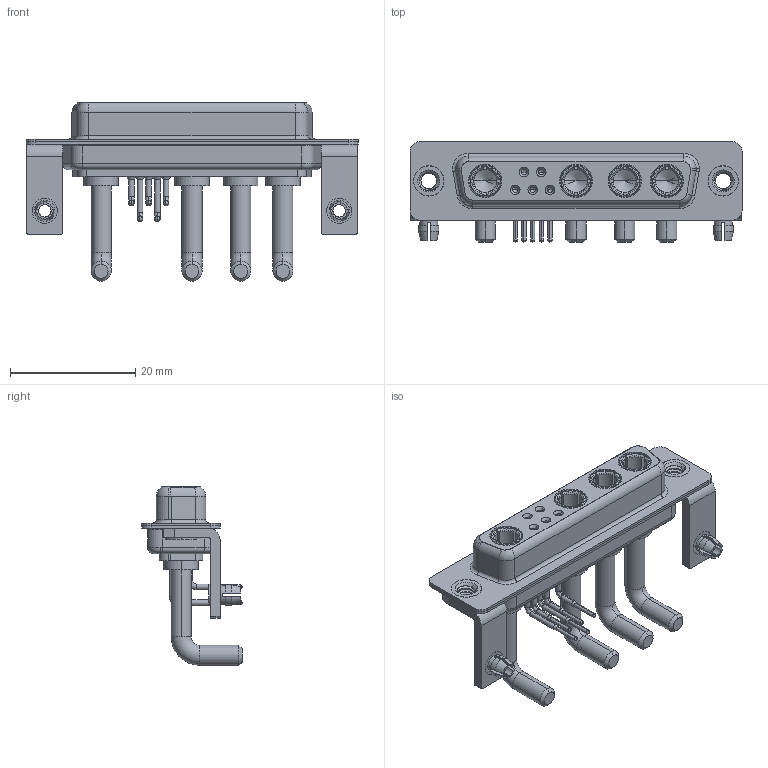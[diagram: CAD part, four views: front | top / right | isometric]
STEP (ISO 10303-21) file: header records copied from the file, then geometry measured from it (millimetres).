
FILE_DESCRIPTION (( 'STEP AP203' ), '1' );
FILE_NAME ('630-9W4-650-3TB.STEP', '2022-06-01T11:06:04', ( '' ), ( '' ), 'SwSTEP 2.0', 'SolidWorks 2020', '' );
FILE_SCHEMA (( 'CONFIG_CONTROL_DESIGN' ));
Length unit declared in the file: millimetre
Products named in the file (10): 630Combo Contact Row 2; 630Combo Shell Front_25 Contacts; 630Combo Board Lock; 630-9W4-650-3TB; 630Combo Stabilizer Bracket; 630Combo Contact Row 1; 630Combo Shell Rear_25 Contacts; 630Combo Housing_9W4; Power Socket_Ext 30A RA; 630Combo Threaded Rivet_B
Assembly tree (18 placements, depth 2):
  630-9W4-650-3TB
    630Combo Housing_9W4
    630Combo Shell Front_25 Contacts
    630Combo Shell Rear_25 Contacts
    630Combo Threaded Rivet_B  x2
    630Combo Stabilizer Bracket  x2
    630Combo Board Lock  x2
    Power Socket_Ext 30A RA  x4
    630Combo Contact Row 1  x2
    630Combo Contact Row 2  x3
Bounding box: 53.05 x 16 x 28.53 mm (x, y, z)
Volume: 4662.9 mm3; surface area: 10003.8 mm2
Topology: 22 solids, 22 shells, 986 faces, 2528 edges, 1610 vertices
Faces by surface type: cylinder 402, plane 326, cone 147, torus 81, bspline 30
Entity records: 19585 total; most frequent: CARTESIAN_POINT 4840, DIRECTION 3012, ORIENTED_EDGE 2720, EDGE_CURVE 1360, AXIS2_PLACEMENT_3D 1223, VERTEX_POINT 869, CIRCLE 665, EDGE_LOOP 625
